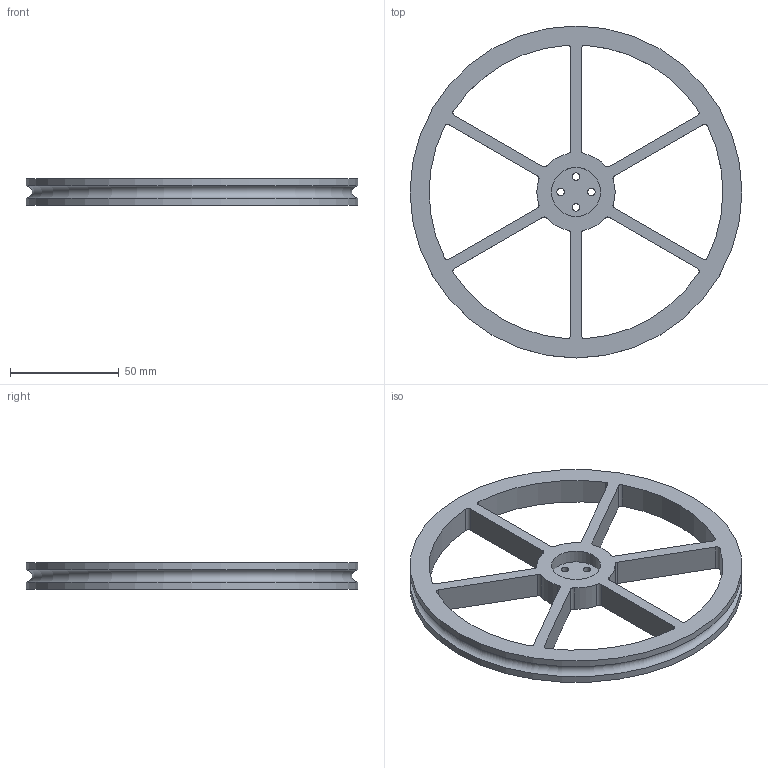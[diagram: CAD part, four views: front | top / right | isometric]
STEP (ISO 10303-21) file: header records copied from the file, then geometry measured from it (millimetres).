
FILE_DESCRIPTION(/* description */ (''),/* implementation_level */ '2;1');
FILE_NAME(/* name */ 'Llanta.stp',/* time_stamp */ '2024-05-08T17:17:36-05:00',/* author */ ('Martin'),/* organization */ (''),/* preprocessor_version */ 'ST-DEVELOPER v18.1',/* originating_system */ 'Autodesk Inventor 2021',/* authorisation */ '');
FILE_SCHEMA (('AUTOMOTIVE_DESIGN { 1 0 10303 214 3 1 1 }'));
Length unit declared in the file: millimetre
Products named in the file (1): Llana
Bounding box: 152.6 x 152.6 x 12 mm (x, y, z)
Volume: 69255.9 mm3; surface area: 33466 mm2
Topology: 1 solids, 1 shells, 59 faces, 174 edges, 118 vertices
Faces by surface type: cylinder 43, plane 15, torus 1
Full cylindrical faces by diameter (mm): 3.5 x4, 22.5 x1, 152.6 x2
Entity records: 2174 total; most frequent: DIRECTION 389, CARTESIAN_POINT 352, ORIENTED_EDGE 348, EDGE_CURVE 174, AXIS2_PLACEMENT_3D 155, VERTEX_POINT 118, CIRCLE 95, EDGE_LOOP 80
